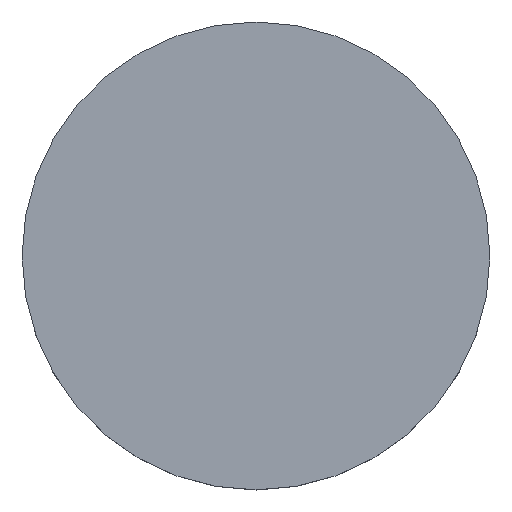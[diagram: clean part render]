
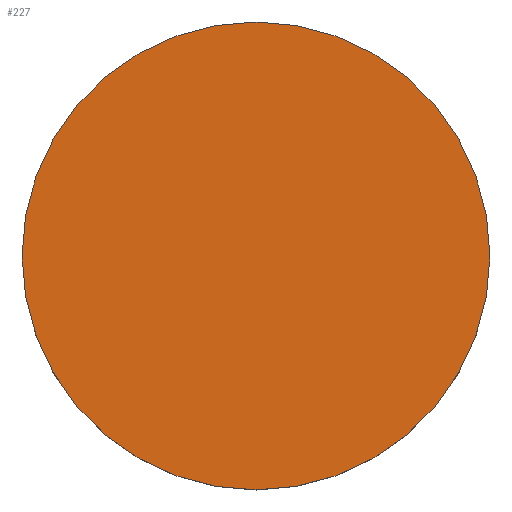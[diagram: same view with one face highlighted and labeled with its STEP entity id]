
A CAD part, top view. The second image highlights one B-rep face of the part: STEP entity #227.
In plain terms, the highlighted planar face has unit normal (0, 0, 1).
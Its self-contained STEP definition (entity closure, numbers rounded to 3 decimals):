
#6 = AXIS2_PLACEMENT_3D ( 'NONE', #234, #55, #35 ) ;
#32 = EDGE_CURVE ( 'NONE', #66, #86, #122, .T. ) ;
#35 = DIRECTION ( 'NONE',  ( 1., 0., 0. ) ) ;
#55 = DIRECTION ( 'NONE',  ( 0., 0., -1. ) ) ;
#56 = CARTESIAN_POINT ( 'NONE',  ( 0., 26.112, 3.9 ) ) ;
#60 = DIRECTION ( 'NONE',  ( 0., 0., 1. ) ) ;
#66 = VERTEX_POINT ( 'NONE', #125 ) ;
#74 = EDGE_LOOP ( 'NONE', ( #182, #158 ) ) ;
#79 = PLANE ( 'NONE',  #183 ) ;
#86 = VERTEX_POINT ( 'NONE', #109 ) ;
#88 = DIRECTION ( 'NONE',  ( 1., 0., 0. ) ) ;
#105 = CIRCLE ( 'NONE', #6, 12.7 ) ;
#109 = CARTESIAN_POINT ( 'NONE',  ( 12.7, 0., 3.9 ) ) ;
#110 = DIRECTION ( 'NONE',  ( 0., 0., -1. ) ) ;
#122 = CIRCLE ( 'NONE', #151, 12.7 ) ;
#125 = CARTESIAN_POINT ( 'NONE',  ( -12.7, 0., 3.9 ) ) ;
#151 = AXIS2_PLACEMENT_3D ( 'NONE', #208, #110, #88 ) ;
#158 = ORIENTED_EDGE ( 'NONE', *, *, #32, .F. ) ;
#180 = DIRECTION ( 'NONE',  ( 1., 0., 0. ) ) ;
#182 = ORIENTED_EDGE ( 'NONE', *, *, #194, .F. ) ;
#183 = AXIS2_PLACEMENT_3D ( 'NONE', #56, #60, #180 ) ;
#194 = EDGE_CURVE ( 'NONE', #86, #66, #105, .T. ) ;
#208 = CARTESIAN_POINT ( 'NONE',  ( 0., 0., 3.9 ) ) ;
#227 = ADVANCED_FACE ( 'NONE', ( #233 ), #79, .T. ) ;
#233 = FACE_OUTER_BOUND ( 'NONE', #74, .T. ) ;
#234 = CARTESIAN_POINT ( 'NONE',  ( 0., 0., 3.9 ) ) ;
